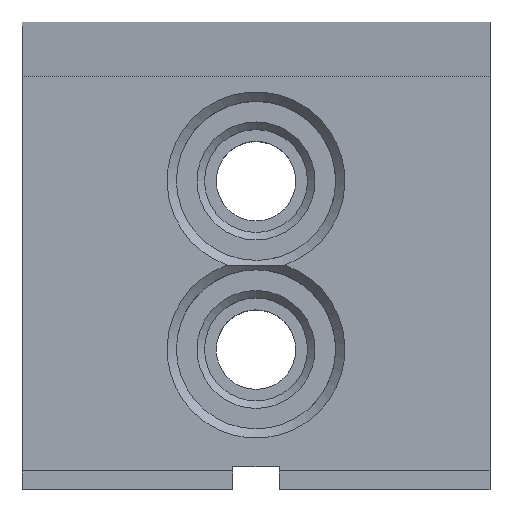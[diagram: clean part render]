
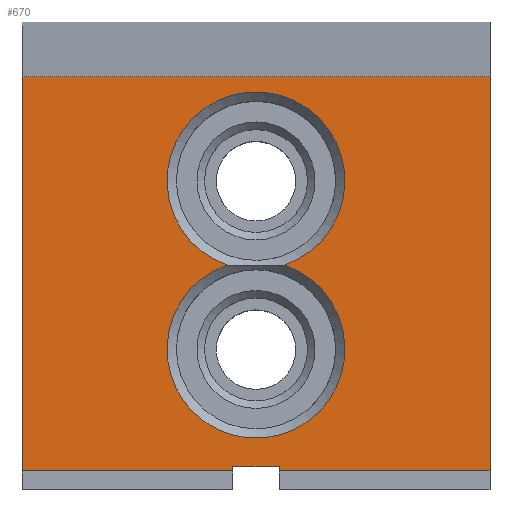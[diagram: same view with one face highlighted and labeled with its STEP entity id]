
A CAD part, top view. The second image highlights one B-rep face of the part: STEP entity #670.
In plain terms, the highlighted planar face has unit normal (0, 0, 1).
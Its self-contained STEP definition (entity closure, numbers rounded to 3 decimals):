
#670 = ADVANCED_FACE( '', ( #1427, #1428 ), #1429, .F. );
#1427 = FACE_BOUND( '', #2264, .T. );
#1428 = FACE_OUTER_BOUND( '', #2265, .T. );
#1429 = PLANE( '', #2266 );
#2264 = EDGE_LOOP( '', ( #4243, #4244 ) );
#2265 = EDGE_LOOP( '', ( #4245, #4246, #4247, #4248, #4249, #4250, #4251, #4252 ) );
#2266 = AXIS2_PLACEMENT_3D( '', #4253, #4254, #4255 );
#4243 = ORIENTED_EDGE( '', *, *, #5860, .T. );
#4244 = ORIENTED_EDGE( '', *, *, #5939, .T. );
#4245 = ORIENTED_EDGE( '', *, *, #5940, .F. );
#4246 = ORIENTED_EDGE( '', *, *, #5872, .F. );
#4247 = ORIENTED_EDGE( '', *, *, #5941, .T. );
#4248 = ORIENTED_EDGE( '', *, *, #5547, .T. );
#4249 = ORIENTED_EDGE( '', *, *, #5311, .F. );
#4250 = ORIENTED_EDGE( '', *, *, #5885, .F. );
#4251 = ORIENTED_EDGE( '', *, *, #5916, .F. );
#4252 = ORIENTED_EDGE( '', *, *, #5901, .F. );
#4253 = CARTESIAN_POINT( '', ( 25., 25., 12.5 ) );
#4254 = DIRECTION( '', ( 0., 0., -1. ) );
#4255 = DIRECTION( '', ( 0., 1., 0. ) );
#5311 = EDGE_CURVE( '', #6491, #6493, #6494, .T. );
#5547 = EDGE_CURVE( '', #6879, #6493, #6880, .T. );
#5860 = EDGE_CURVE( '', #7328, #7327, #7330, .T. );
#5872 = EDGE_CURVE( '', #7342, #7344, #7345, .T. );
#5885 = EDGE_CURVE( '', #7360, #6491, #7362, .T. );
#5901 = EDGE_CURVE( '', #7380, #7382, #7383, .T. );
#5916 = EDGE_CURVE( '', #7382, #7360, #7398, .T. );
#5939 = EDGE_CURVE( '', #7327, #7328, #7426, .T. );
#5940 = EDGE_CURVE( '', #7344, #7380, #7427, .T. );
#5941 = EDGE_CURVE( '', #7342, #6879, #7428, .T. );
#6491 = VERTEX_POINT( '', #8179 );
#6493 = VERTEX_POINT( '', #8182 );
#6494 = LINE( '', #8183, #8184 );
#6879 = VERTEX_POINT( '', #8799 );
#6880 = LINE( '', #8800, #8801 );
#7327 = VERTEX_POINT( '', #9498 );
#7328 = VERTEX_POINT( '', #9499 );
#7330 = CIRCLE( '', #9510, 9.5 );
#7342 = VERTEX_POINT( '', #9525 );
#7344 = VERTEX_POINT( '', #9528 );
#7345 = LINE( '', #9529, #9530 );
#7360 = VERTEX_POINT( '', #9552 );
#7362 = LINE( '', #9555, #9556 );
#7380 = VERTEX_POINT( '', #9577 );
#7382 = VERTEX_POINT( '', #9580 );
#7383 = LINE( '', #9581, #9582 );
#7398 = LINE( '', #9619, #9620 );
#7426 = CIRCLE( '', #9659, 9.5 );
#7427 = LINE( '', #9660, #9661 );
#7428 = LINE( '', #9662, #9663 );
#8179 = CARTESIAN_POINT( '', ( -2.5, -23., 12.5 ) );
#8182 = CARTESIAN_POINT( '', ( -25., -23., 12.5 ) );
#8183 = CARTESIAN_POINT( '', ( 25., -23., 12.5 ) );
#8184 = VECTOR( '', #10103, 1000. );
#8799 = CARTESIAN_POINT( '', ( -25., 19.1, 12.5 ) );
#8800 = CARTESIAN_POINT( '', ( -25., 25., 12.5 ) );
#8801 = VECTOR( '', #10307, 1000. );
#9498 = CARTESIAN_POINT( '', ( -3.041, -1., 12.5 ) );
#9499 = CARTESIAN_POINT( '', ( 3.041, -1., 12.5 ) );
#9510 = AXIS2_PLACEMENT_3D( '', #10569, #10570, #10571 );
#9525 = CARTESIAN_POINT( '', ( 25., 19.1, 12.5 ) );
#9528 = CARTESIAN_POINT( '', ( 25., -23., 12.5 ) );
#9529 = CARTESIAN_POINT( '', ( 25., 25., 12.5 ) );
#9530 = VECTOR( '', #10582, 1000. );
#9552 = CARTESIAN_POINT( '', ( -2.5, -22.5, 12.5 ) );
#9555 = CARTESIAN_POINT( '', ( -2.5, -22.5, 12.5 ) );
#9556 = VECTOR( '', #10591, 1000. );
#9577 = CARTESIAN_POINT( '', ( 2.5, -23., 12.5 ) );
#9580 = CARTESIAN_POINT( '', ( 2.5, -22.5, 12.5 ) );
#9581 = CARTESIAN_POINT( '', ( 2.5, -25., 12.5 ) );
#9582 = VECTOR( '', #10611, 1000. );
#9619 = CARTESIAN_POINT( '', ( 2.5, -22.5, 12.5 ) );
#9620 = VECTOR( '', #10620, 1000. );
#9659 = AXIS2_PLACEMENT_3D( '', #10641, #10642, #10643 );
#9660 = CARTESIAN_POINT( '', ( 25., -23., 12.5 ) );
#9661 = VECTOR( '', #10644, 1000. );
#9662 = CARTESIAN_POINT( '', ( 25., 19.1, 12.5 ) );
#9663 = VECTOR( '', #10645, 1000. );
#10103 = DIRECTION( '', ( -1., 0., 0. ) );
#10307 = DIRECTION( '', ( 0., -1., 0. ) );
#10569 = CARTESIAN_POINT( '', ( 0., -10., 12.5 ) );
#10570 = DIRECTION( '', ( 0., 0., -1. ) );
#10571 = DIRECTION( '', ( 0., 1., 0. ) );
#10582 = DIRECTION( '', ( 0., -1., 0. ) );
#10591 = DIRECTION( '', ( 0., -1., 0. ) );
#10611 = DIRECTION( '', ( 0., 1., 0. ) );
#10620 = DIRECTION( '', ( -1., 0., 0. ) );
#10641 = CARTESIAN_POINT( '', ( 0., 8., 12.5 ) );
#10642 = DIRECTION( '', ( 0., 0., -1. ) );
#10643 = DIRECTION( '', ( 0., 1., 0. ) );
#10644 = DIRECTION( '', ( -1., 0., 0. ) );
#10645 = DIRECTION( '', ( -1., 0., 0. ) );
